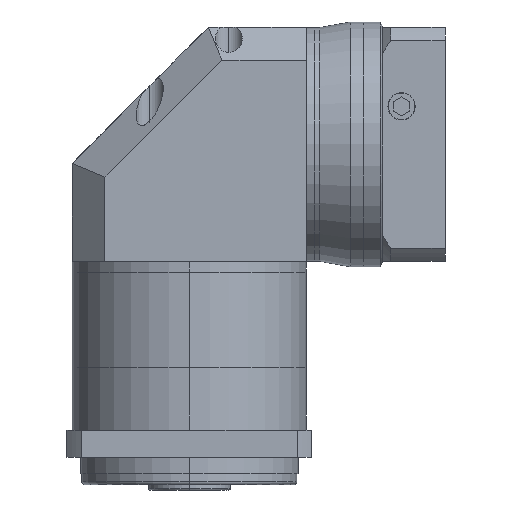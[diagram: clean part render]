
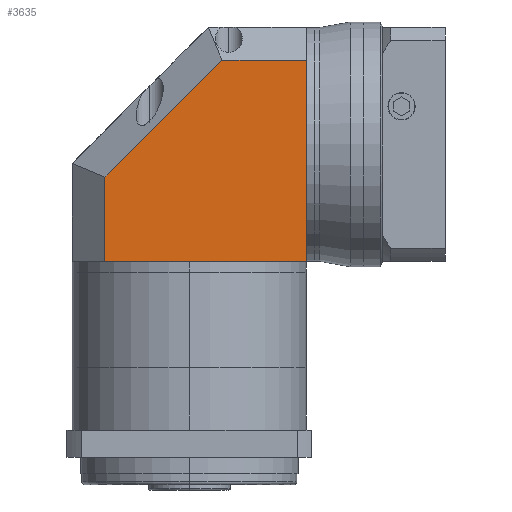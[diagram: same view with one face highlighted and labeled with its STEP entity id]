
A CAD part, left-side view. The second image highlights one B-rep face of the part: STEP entity #3635.
In plain terms, the highlighted planar face has unit normal (-1, 0, 0).
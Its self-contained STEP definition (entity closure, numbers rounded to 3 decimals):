
#118 = CARTESIAN_POINT ( 'NONE',  ( -43., 31., 31.029 ) ) ;
#227 = LINE ( 'NONE', #5366, #6511 ) ;
#559 = LINE ( 'NONE', #1623, #4690 ) ;
#564 = PLANE ( 'NONE',  #8885 ) ;
#644 = VERTEX_POINT ( 'NONE', #5251 ) ;
#673 = CARTESIAN_POINT ( 'NONE',  ( -43., 31., 0. ) ) ;
#757 = VERTEX_POINT ( 'NONE', #118 ) ;
#810 = DIRECTION ( 'NONE',  ( 0., -1., 0. ) ) ;
#1306 = VECTOR ( 'NONE', #6273, 1000. ) ;
#1623 = CARTESIAN_POINT ( 'NONE',  ( -43., -43., 86. ) ) ;
#2213 = DIRECTION ( 'NONE',  ( 0., 0., -1. ) ) ;
#2271 = ORIENTED_EDGE ( 'NONE', *, *, #2456, .F. ) ;
#2351 = ORIENTED_EDGE ( 'NONE', *, *, #9145, .T. ) ;
#2438 = VECTOR ( 'NONE', #3067, 1000. ) ;
#2453 = EDGE_CURVE ( 'NONE', #9312, #644, #3016, .T. ) ;
#2456 = EDGE_CURVE ( 'NONE', #3238, #644, #559, .T. ) ;
#2717 = LINE ( 'NONE', #6526, #2438 ) ;
#3016 = LINE ( 'NONE', #7395, #9038 ) ;
#3044 = CARTESIAN_POINT ( 'NONE',  ( -43., -43., 74. ) ) ;
#3067 = DIRECTION ( 'NONE',  ( 0., 1., 0. ) ) ;
#3175 = EDGE_CURVE ( 'NONE', #7131, #757, #3507, .T. ) ;
#3238 = VERTEX_POINT ( 'NONE', #10425 ) ;
#3294 = EDGE_CURVE ( 'NONE', #4991, #7131, #2717, .T. ) ;
#3507 = LINE ( 'NONE', #5433, #1306 ) ;
#3635 = ADVANCED_FACE ( 'NONE', ( #4658 ), #564, .F. ) ;
#3660 = CARTESIAN_POINT ( 'NONE',  ( -43., 0., 0. ) ) ;
#4221 = CARTESIAN_POINT ( 'NONE',  ( -43., 31., 86. ) ) ;
#4583 = DIRECTION ( 'NONE',  ( 0., -1., 0. ) ) ;
#4599 = EDGE_LOOP ( 'NONE', ( #6091, #2351, #6023, #7115, #2271, #8082, #8758 ) ) ;
#4658 = FACE_OUTER_BOUND ( 'NONE', #4599, .T. ) ;
#4690 = VECTOR ( 'NONE', #8218, 1000. ) ;
#4991 = VERTEX_POINT ( 'NONE', #3044 ) ;
#5032 = DIRECTION ( 'NONE',  ( 0., 0., -1. ) ) ;
#5251 = CARTESIAN_POINT ( 'NONE',  ( -43., -43., 0. ) ) ;
#5272 = CARTESIAN_POINT ( 'NONE',  ( -43., -43., 86. ) ) ;
#5366 = CARTESIAN_POINT ( 'NONE',  ( -43., -43., 0. ) ) ;
#5433 = CARTESIAN_POINT ( 'NONE',  ( -43., 34.515, 27.515 ) ) ;
#6023 = ORIENTED_EDGE ( 'NONE', *, *, #8052, .T. ) ;
#6091 = ORIENTED_EDGE ( 'NONE', *, *, #3175, .T. ) ;
#6273 = DIRECTION ( 'NONE',  ( 0., 0.707, -0.707 ) ) ;
#6511 = VECTOR ( 'NONE', #4583, 1000. ) ;
#6526 = CARTESIAN_POINT ( 'NONE',  ( -43., -43., 74. ) ) ;
#6624 = LINE ( 'NONE', #4221, #10239 ) ;
#6851 = VERTEX_POINT ( 'NONE', #673 ) ;
#6895 = CARTESIAN_POINT ( 'NONE',  ( -43., -11.971, 74. ) ) ;
#7098 = CARTESIAN_POINT ( 'NONE',  ( -43., -43., 86. ) ) ;
#7115 = ORIENTED_EDGE ( 'NONE', *, *, #2453, .T. ) ;
#7131 = VERTEX_POINT ( 'NONE', #6895 ) ;
#7134 = DIRECTION ( 'NONE',  ( 1., 0., 0. ) ) ;
#7395 = CARTESIAN_POINT ( 'NONE',  ( -43., -43., 0. ) ) ;
#8052 = EDGE_CURVE ( 'NONE', #6851, #9312, #227, .T. ) ;
#8082 = ORIENTED_EDGE ( 'NONE', *, *, #10073, .F. ) ;
#8131 = LINE ( 'NONE', #5272, #10080 ) ;
#8218 = DIRECTION ( 'NONE',  ( 0., 0., -1. ) ) ;
#8758 = ORIENTED_EDGE ( 'NONE', *, *, #3294, .T. ) ;
#8885 = AXIS2_PLACEMENT_3D ( 'NONE', #7098, #7134, #2213 ) ;
#9038 = VECTOR ( 'NONE', #810, 1000. ) ;
#9145 = EDGE_CURVE ( 'NONE', #757, #6851, #6624, .T. ) ;
#9312 = VERTEX_POINT ( 'NONE', #3660 ) ;
#10073 = EDGE_CURVE ( 'NONE', #4991, #3238, #8131, .T. ) ;
#10080 = VECTOR ( 'NONE', #10187, 1000. ) ;
#10187 = DIRECTION ( 'NONE',  ( 0., 0., -1. ) ) ;
#10239 = VECTOR ( 'NONE', #5032, 1000. ) ;
#10425 = CARTESIAN_POINT ( 'NONE',  ( -43., -43., 43. ) ) ;
